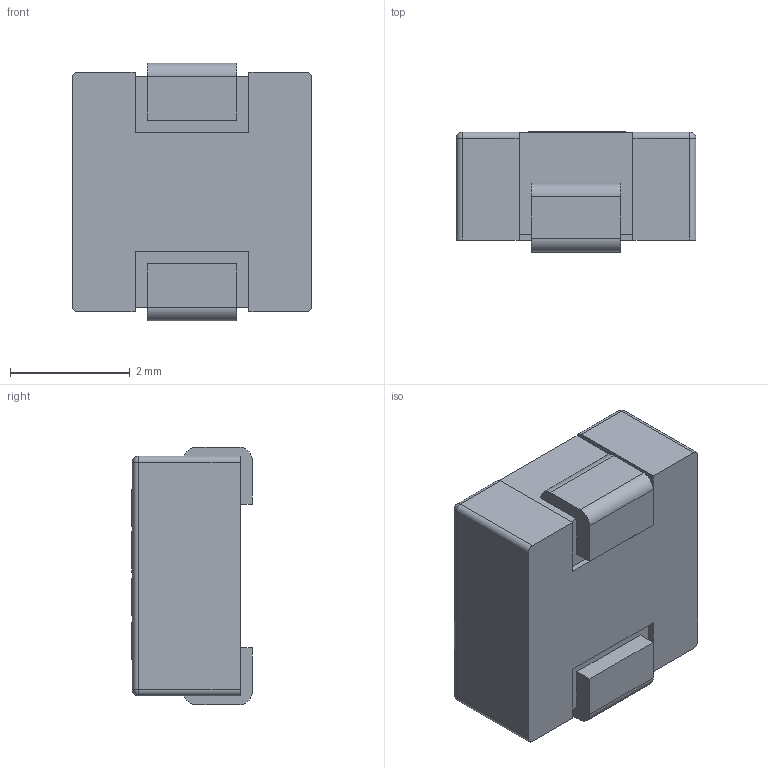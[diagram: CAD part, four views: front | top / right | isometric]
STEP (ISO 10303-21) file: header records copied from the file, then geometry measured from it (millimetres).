
FILE_DESCRIPTION (( 'STEP AP214' ), '1' );
FILE_NAME ('Inductor_SMD_AMPLF_0420.STEP', '2022-10-23T14:46:27', ( 'Rotor' ), ( '' ), 'SwSTEP 2.0', 'SolidWorks 2012', '' );
FILE_SCHEMA (( 'AUTOMOTIVE_DESIGN' ));
Length unit declared in the file: millimetre
Products named in the file (1): Inductor_SMD_AMPLF_0420
Bounding box: 4 x 2.01 x 4.3 mm (x, y, z)
Volume: 29.3 mm3; surface area: 64.9 mm2
Topology: 1 solids, 1 shells, 104 faces, 277 edges, 178 vertices
Faces by surface type: plane 53, bspline 35, cylinder 12, sphere 4
Entity records: 5466 total; most frequent: CARTESIAN_POINT 2303, ORIENTED_EDGE 546, DIRECTION 371, EDGE_CURVE 273, VERTEX_POINT 178, VECTOR 175, LINE 175, EDGE_LOOP 111
